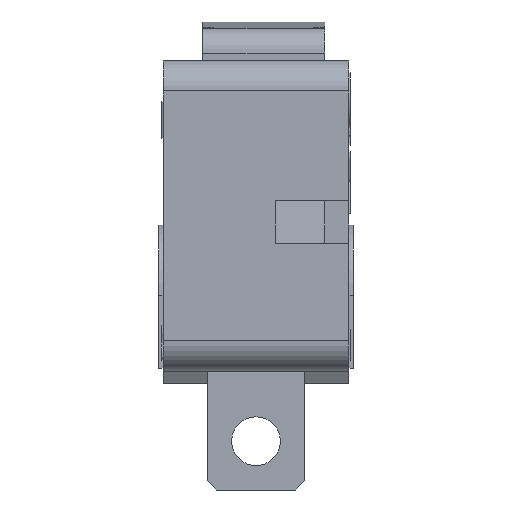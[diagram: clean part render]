
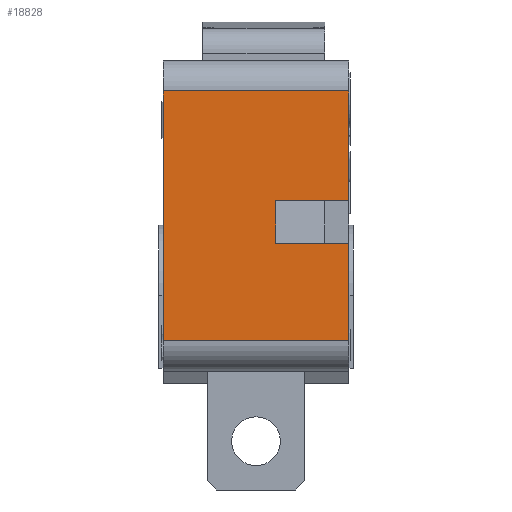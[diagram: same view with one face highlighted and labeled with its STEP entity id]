
A CAD part, left-side view. The second image highlights one B-rep face of the part: STEP entity #18828.
In plain terms, the highlighted planar face has unit normal (-1, 0, 0).
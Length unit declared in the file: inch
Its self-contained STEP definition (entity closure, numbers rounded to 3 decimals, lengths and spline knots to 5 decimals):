
#1861=CARTESIAN_POINT('',(-0.20079,-0.24016,0.12205));
#1862=VERTEX_POINT('',#1861);
#1869=CARTESIAN_POINT('',(-0.20079,-0.14567,0.12205));
#1870=VERTEX_POINT('',#1869);
#1871=CARTESIAN_POINT('',(-0.20079,-0.14567,0.12205));
#1872=DIRECTION('',(0.0,-1.0,0.0));
#1873=VECTOR('',#1872,0.09449);
#1874=LINE('',#1871,#1873);
#1875=EDGE_CURVE('',#1870,#1862,#1874,.T.);
#15404=CARTESIAN_POINT('',(-0.20079,-0.24016,0.06693));
#15405=VERTEX_POINT('',#15404);
#15412=CARTESIAN_POINT('',(-0.20079,-0.24016,-0.05906));
#15413=VERTEX_POINT('',#15412);
#15414=CARTESIAN_POINT('',(-0.20079,-0.24016,-0.05906));
#15415=DIRECTION('',(0.0,0.0,1.0));
#15416=VECTOR('',#15415,0.12598);
#15417=LINE('',#15414,#15416);
#15418=EDGE_CURVE('',#15413,#15405,#15417,.T.);
#15574=CARTESIAN_POINT('',(-0.20079,-0.24016,0.26378));
#15575=VERTEX_POINT('',#15574);
#15583=CARTESIAN_POINT('',(-0.20079,-0.24016,0.12205));
#15584=DIRECTION('',(0.0,0.0,1.0));
#15585=VECTOR('',#15584,0.14173);
#15586=LINE('',#15583,#15585);
#15587=EDGE_CURVE('',#1862,#15575,#15586,.T.);
#16337=CARTESIAN_POINT('',(-0.20079,-0.14567,0.06693));
#16338=VERTEX_POINT('',#16337);
#16347=CARTESIAN_POINT('',(-0.20079,-0.24016,0.06693));
#16348=DIRECTION('',(0.0,1.0,0.0));
#16349=VECTOR('',#16348,0.09449);
#16350=LINE('',#16347,#16349);
#16351=EDGE_CURVE('',#15405,#16338,#16350,.T.);
#17070=CARTESIAN_POINT('',(-0.20079,0.0,-0.05906));
#17071=VERTEX_POINT('',#17070);
#17079=CARTESIAN_POINT('',(-0.20079,0.0,0.26378));
#17080=VERTEX_POINT('',#17079);
#17081=CARTESIAN_POINT('',(-0.20079,0.0,0.26378));
#17082=DIRECTION('',(0.0,0.0,-1.0));
#17083=VECTOR('',#17082,0.32283);
#17084=LINE('',#17081,#17083);
#17085=EDGE_CURVE('',#17080,#17071,#17084,.T.);
#18792=CARTESIAN_POINT('',(-0.20079,-0.14567,0.06693));
#18793=DIRECTION('',(0.0,0.0,1.0));
#18794=VECTOR('',#18793,0.05512);
#18795=LINE('',#18792,#18794);
#18796=EDGE_CURVE('',#16338,#1870,#18795,.T.);
#18803=CARTESIAN_POINT('',(-0.20079,-0.25217,-0.0752));
#18804=DIRECTION('',(-1.0,0.0,0.0));
#18805=DIRECTION('',(0.0,0.0,1.0));
#18806=AXIS2_PLACEMENT_3D('',#18803,#18804,#18805);
#18807=PLANE('',#18806);
#18808=ORIENTED_EDGE('',*,*,#17085,.T.);
#18809=CARTESIAN_POINT('',(-0.20079,-0.24016,-0.05906));
#18810=DIRECTION('',(0.0,1.0,0.0));
#18811=VECTOR('',#18810,0.24016);
#18812=LINE('',#18809,#18811);
#18813=EDGE_CURVE('',#15413,#17071,#18812,.T.);
#18814=ORIENTED_EDGE('',*,*,#18813,.F.);
#18815=ORIENTED_EDGE('',*,*,#15418,.T.);
#18816=ORIENTED_EDGE('',*,*,#16351,.T.);
#18817=ORIENTED_EDGE('',*,*,#18796,.T.);
#18818=ORIENTED_EDGE('',*,*,#1875,.T.);
#18819=ORIENTED_EDGE('',*,*,#15587,.T.);
#18820=CARTESIAN_POINT('',(-0.20079,-0.24016,0.26378));
#18821=DIRECTION('',(0.0,1.0,0.0));
#18822=VECTOR('',#18821,0.24016);
#18823=LINE('',#18820,#18822);
#18824=EDGE_CURVE('',#15575,#17080,#18823,.T.);
#18825=ORIENTED_EDGE('',*,*,#18824,.T.);
#18826=EDGE_LOOP('',(#18808,#18814,#18815,#18816,#18817,#18818,#18819,#18825));
#18827=FACE_OUTER_BOUND('',#18826,.T.);
#18828=ADVANCED_FACE('',(#18827),#18807,.T.);
